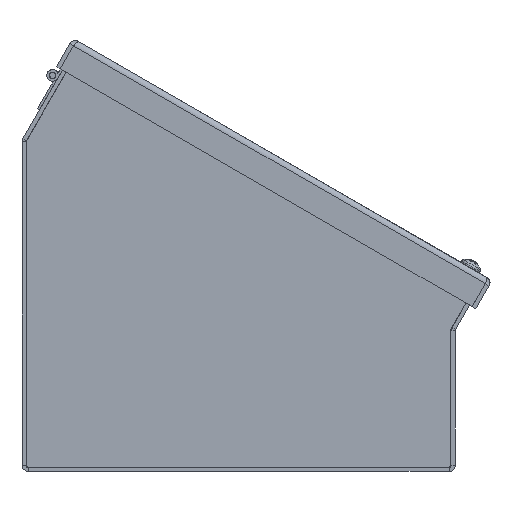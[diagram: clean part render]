
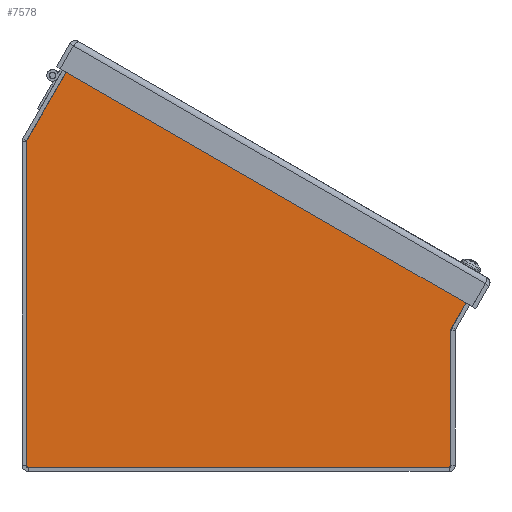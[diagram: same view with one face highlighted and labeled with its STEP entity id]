
A CAD part, front view. The second image highlights one B-rep face of the part: STEP entity #7578.
In plain terms, the highlighted face is planar.
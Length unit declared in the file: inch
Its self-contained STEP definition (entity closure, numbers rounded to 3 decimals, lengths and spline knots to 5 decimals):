
#296=PLANE($,#8055);
#677=LINE($,#11495,#1365);
#680=LINE($,#11501,#1368);
#683=LINE($,#11509,#1371);
#686=LINE($,#11513,#1374);
#698=LINE($,#11538,#1386);
#700=LINE($,#11542,#1388);
#702=LINE($,#11545,#1390);
#703=LINE($,#11548,#1391);
#704=LINE($,#11550,#1392);
#705=LINE($,#11552,#1393);
#706=LINE($,#11554,#1394);
#707=LINE($,#11556,#1395);
#708=LINE($,#11558,#1396);
#709=LINE($,#11559,#1397);
#1365=VECTOR($,#9138,6.65222);
#1368=VECTOR($,#9143,0.0002);
#1371=VECTOR($,#9148,0.03145);
#1374=VECTOR($,#9153,0.0002);
#1386=VECTOR($,#9169,0.03145);
#1388=VECTOR($,#9173,0.0002);
#1390=VECTOR($,#9177,0.0002);
#1391=VECTOR($,#9180,0.63792);
#1392=VECTOR($,#9181,1.65617);
#1393=VECTOR($,#9182,5.59463);
#1394=VECTOR($,#9183,7.2895);
#1395=VECTOR($,#9184,2.3635);
#1396=VECTOR($,#9185,0.80966);
#1397=VECTOR($,#9186,0.63792);
#2170=FACE_OUTER_BOUND($,#2564,.T.);
#2564=EDGE_LOOP($,(#5514,#5515,#5516,#5517,#5518,#5519,#5520,#5521,#5522,
#5523,#5524,#5525,#5526,#5527));
#3389=VERTEX_POINT($,#11480);
#3390=VERTEX_POINT($,#11484);
#3393=VERTEX_POINT($,#11499);
#3396=VERTEX_POINT($,#11506);
#3397=VERTEX_POINT($,#11508);
#3407=VERTEX_POINT($,#11535);
#3408=VERTEX_POINT($,#11537);
#3409=VERTEX_POINT($,#11541);
#3410=VERTEX_POINT($,#11547);
#3411=VERTEX_POINT($,#11549);
#3412=VERTEX_POINT($,#11551);
#3413=VERTEX_POINT($,#11553);
#3414=VERTEX_POINT($,#11555);
#3415=VERTEX_POINT($,#11557);
#4189=EDGE_CURVE($,#3389,#3390,#677,.T.);
#4192=EDGE_CURVE($,#3390,#3393,#680,.T.);
#4195=EDGE_CURVE($,#3397,#3396,#683,.T.);
#4198=EDGE_CURVE($,#3393,#3397,#686,.T.);
#4210=EDGE_CURVE($,#3408,#3407,#698,.T.);
#4212=EDGE_CURVE($,#3409,#3389,#700,.T.);
#4214=EDGE_CURVE($,#3407,#3409,#702,.T.);
#4215=EDGE_CURVE($,#3410,#3396,#703,.T.);
#4216=EDGE_CURVE($,#3411,#3410,#704,.T.);
#4217=EDGE_CURVE($,#3412,#3411,#705,.T.);
#4218=EDGE_CURVE($,#3413,#3412,#706,.T.);
#4219=EDGE_CURVE($,#3414,#3413,#707,.T.);
#4220=EDGE_CURVE($,#3415,#3414,#708,.T.);
#4221=EDGE_CURVE($,#3408,#3415,#709,.T.);
#5514=ORIENTED_EDGE($,*,*,#4195,.T.);
#5515=ORIENTED_EDGE($,*,*,#4215,.F.);
#5516=ORIENTED_EDGE($,*,*,#4216,.F.);
#5517=ORIENTED_EDGE($,*,*,#4217,.F.);
#5518=ORIENTED_EDGE($,*,*,#4218,.F.);
#5519=ORIENTED_EDGE($,*,*,#4219,.F.);
#5520=ORIENTED_EDGE($,*,*,#4220,.F.);
#5521=ORIENTED_EDGE($,*,*,#4221,.F.);
#5522=ORIENTED_EDGE($,*,*,#4210,.T.);
#5523=ORIENTED_EDGE($,*,*,#4214,.T.);
#5524=ORIENTED_EDGE($,*,*,#4212,.T.);
#5525=ORIENTED_EDGE($,*,*,#4189,.T.);
#5526=ORIENTED_EDGE($,*,*,#4192,.T.);
#5527=ORIENTED_EDGE($,*,*,#4198,.T.);
#7578=ADVANCED_FACE($,(#2170),#296,.T.);
#8055=AXIS2_PLACEMENT_3D($,#11546,#9178,#9179);
#9138=DIRECTION($,(-0.866,0.5,0.));
#9143=DIRECTION($,(-0.5,-0.866,0.));
#9148=DIRECTION($,(0.5,0.866,0.));
#9153=DIRECTION($,(-0.866,0.5,0.));
#9169=DIRECTION($,(-0.5,-0.866,0.));
#9173=DIRECTION($,(0.5,0.866,0.));
#9177=DIRECTION($,(-0.866,0.5,0.));
#9178=DIRECTION('center_axis',(0.,0.,1.));
#9179=DIRECTION('ref_axis',(1.,0.,0.));
#9180=DIRECTION($,(0.866,-0.5,0.));
#9181=DIRECTION($,(0.5,0.866,0.));
#9182=DIRECTION($,(0.,1.,0.));
#9183=DIRECTION($,(-1.,0.,0.));
#9184=DIRECTION($,(0.,-1.,0.));
#9185=DIRECTION($,(-0.5,-0.866,0.));
#9186=DIRECTION($,(0.866,-0.5,0.));
#11480=CARTESIAN_POINT('',(7.12608,3.35668,0.074));
#11484=CARTESIAN_POINT('',(1.36509,6.6828,0.074));
#11495=CARTESIAN_POINT($,(2.93299,5.77756,0.074));
#11499=CARTESIAN_POINT('',(1.36499,6.68262,0.074));
#11501=CARTESIAN_POINT($,(0.75904,5.63308,0.074));
#11506=CARTESIAN_POINT('',(1.38054,6.70996,0.074));
#11508=CARTESIAN_POINT('',(1.36481,6.68272,0.074));
#11509=CARTESIAN_POINT($,(0.76672,5.6468,0.074));
#11513=CARTESIAN_POINT($,(2.9328,5.77744,0.074));
#11535=CARTESIAN_POINT('',(7.12615,3.35641,0.074));
#11537=CARTESIAN_POINT('',(7.14188,3.38365,0.074));
#11538=CARTESIAN_POINT($,(6.5202,2.30687,0.074));
#11541=CARTESIAN_POINT('',(7.12598,3.35651,0.074));
#11542=CARTESIAN_POINT($,(6.52789,2.32059,0.074));
#11545=CARTESIAN_POINT($,(5.81339,4.11434,0.074));
#11546=CARTESIAN_POINT('Origin',(3.2889,2.77309,0.074));
#11547=CARTESIAN_POINT('',(0.82809,7.02892,0.074));
#11548=CARTESIAN_POINT($,(7.69433,3.06469,0.074));
#11549=CARTESIAN_POINT('',(0.,5.59463,0.074));
#11550=CARTESIAN_POINT($,(0.82809,7.02892,0.074));
#11551=CARTESIAN_POINT('',(0.,0.,0.074));
#11552=CARTESIAN_POINT($,(0.,5.59463,0.074));
#11553=CARTESIAN_POINT('',(7.2895,0.,0.074));
#11554=CARTESIAN_POINT($,(0.,0.,0.074));
#11555=CARTESIAN_POINT('',(7.2895,2.3635,0.074));
#11556=CARTESIAN_POINT($,(7.2895,0.,0.074));
#11557=CARTESIAN_POINT('',(7.69433,3.06469,0.074));
#11558=CARTESIAN_POINT($,(7.2895,2.3635,0.074));
#11559=CARTESIAN_POINT($,(7.69433,3.06469,0.074));
